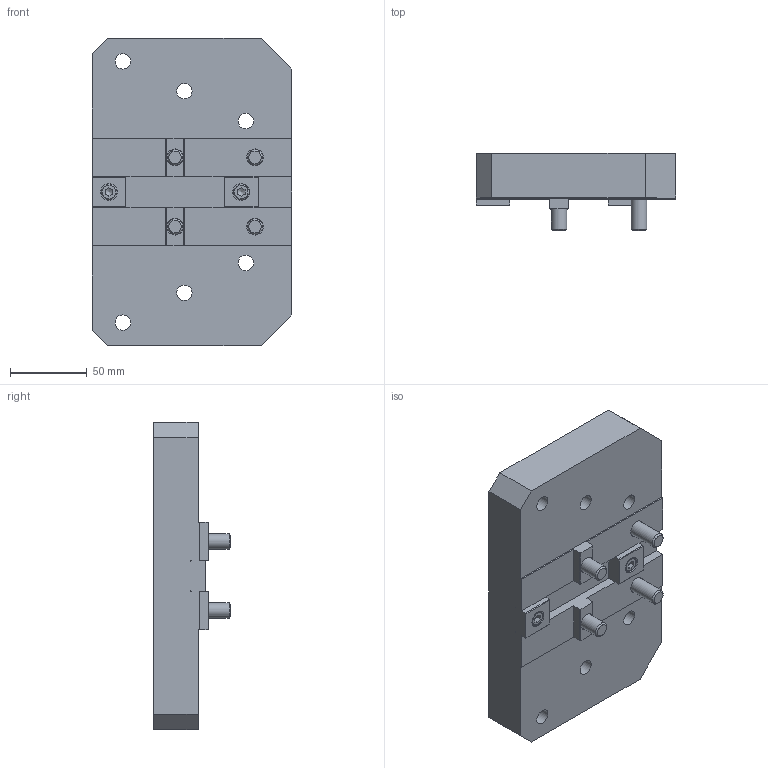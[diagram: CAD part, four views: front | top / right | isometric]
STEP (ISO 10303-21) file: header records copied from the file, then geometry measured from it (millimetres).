
FILE_DESCRIPTION(/* description */ ('Vario-Backen mit Kreuzversatzanschluss'),/* implementation_level */ '2;1');
FILE_NAME(/* name */ '303-0200-001-Kunde.stp',/* time_stamp */ '2023-01-20T13:55:59+01:00',/* author */ ('Chiacchiera'),/* organization */ (''),/* preprocessor_version */ 'ST-DEVELOPER v19.2',/* originating_system */ 'Autodesk Inventor 2023',/* authorisation */ '0 mm^3');
FILE_SCHEMA (('AUTOMOTIVE_DESIGN { 1 0 10303 214 3 1 1 }'));
Length unit declared in the file: millimetre
Products named in the file (1): 303-0200-001
Bounding box: 130 x 50 x 200 mm (x, y, z)
Volume: 715356.2 mm3; surface area: 92626.9 mm2
Topology: 1 solids, 5 shells, 177 faces, 434 edges, 284 vertices
Faces by surface type: plane 117, cylinder 38, cone 14, torus 8
Full cylindrical faces by diameter (mm): 4.917 x2, 6 x2, 6.3 x2, 10 x6, 10.106 x6, 11 x6, 16 x4, 18 x4, 22 x6
Entity records: 5406 total; most frequent: CARTESIAN_POINT 972, ORIENTED_EDGE 852, DIRECTION 852, EDGE_CURVE 426, AXIS2_PLACEMENT_3D 290, VERTEX_POINT 284, LINE 272, VECTOR 272
